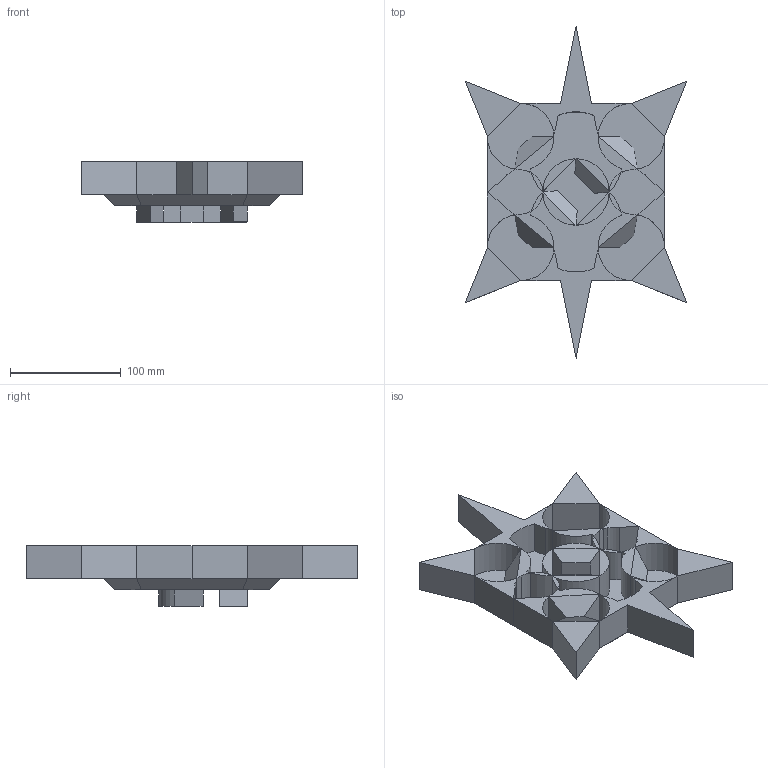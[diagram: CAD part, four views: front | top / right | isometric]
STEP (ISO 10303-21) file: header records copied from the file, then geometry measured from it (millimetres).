
FILE_DESCRIPTION(/* description */ (''),/* implementation_level */ '2;1');
FILE_NAME(/* name */ 'star.step',/* time_stamp */ '2019-05-11T10:15:36+06:00',/* author */ ('sathyar1999'),/* organization */ (''),/* preprocessor_version */ 'ST-DEVELOPER v18',/* originating_system */ 'Autodesk Translation Framework v8.2.0.1029',/* authorisation */ '');
FILE_SCHEMA (('AUTOMOTIVE_DESIGN { 1 0 10303 214 3 1 1 }'));
Length unit declared in the file: millimetre
Products named in the file (1): ishtar
Bounding box: 200 x 300 x 55 mm (x, y, z)
Volume: 638943.2 mm3; surface area: 156809 mm2
Topology: 9 solids, 9 shells, 176 faces, 364 edges, 184 vertices
Faces by surface type: plane 129, cylinder 47
Entity records: 4540 total; most frequent: DIRECTION 812, ORIENTED_EDGE 728, CARTESIAN_POINT 725, EDGE_CURVE 364, AXIS2_PLACEMENT_3D 271, LINE 270, VECTOR 270, VERTEX_POINT 184
